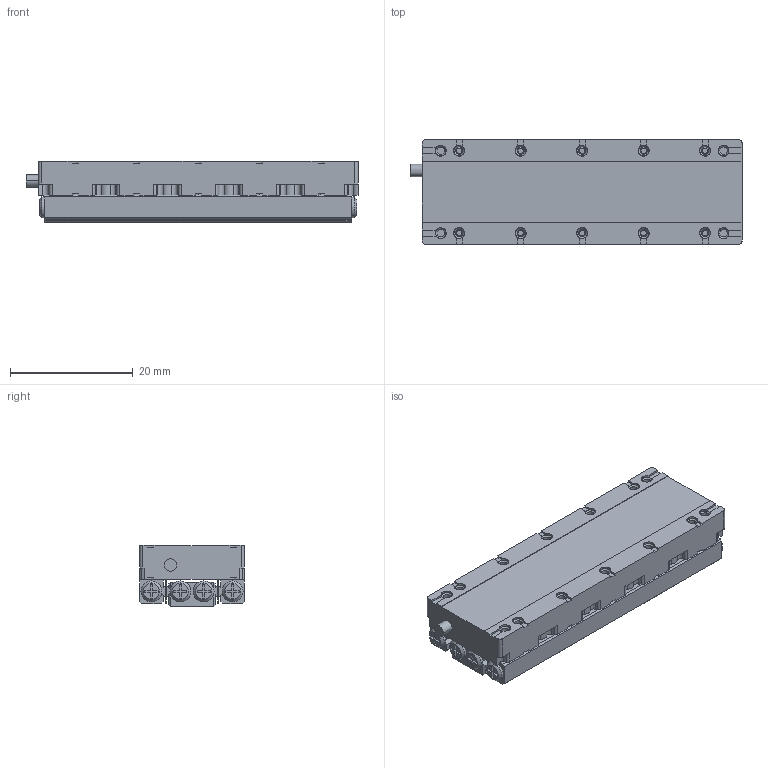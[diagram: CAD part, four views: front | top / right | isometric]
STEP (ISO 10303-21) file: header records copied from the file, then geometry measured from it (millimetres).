
FILE_DESCRIPTION (( 'STEP AP214' ), '1' );
FILE_NAME ('YZL-1750 馨譙眻盄萇儂.STEP', '2026-03-27T06:06:09', ( '' ), ( '' ), 'SwSTEP 2.0', 'SolidWorks 2022', '' );
FILE_SCHEMA (( 'AUTOMOTIVE_DESIGN' ));
Length unit declared in the file: millimetre
Products named in the file (1): YZL-1750 纳米直线电机
Bounding box: 54 x 17 x 10 mm (x, y, z)
Volume: 7643 mm3; surface area: 7209.5 mm2
Topology: 16 solids, 16 shells, 1010 faces, 2510 edges, 1560 vertices
Faces by surface type: plane 496, cylinder 302, cone 172, torus 20, sphere 20
Entity records: 41301 total; most frequent: DIRECTION 5528, CARTESIAN_POINT 5099, ORIENTED_EDGE 5020, EDGE_CURVE 2510, AXIS2_PLACEMENT_3D 2025, VERTEX_POINT 1560, VECTOR 1478, LINE 1478
